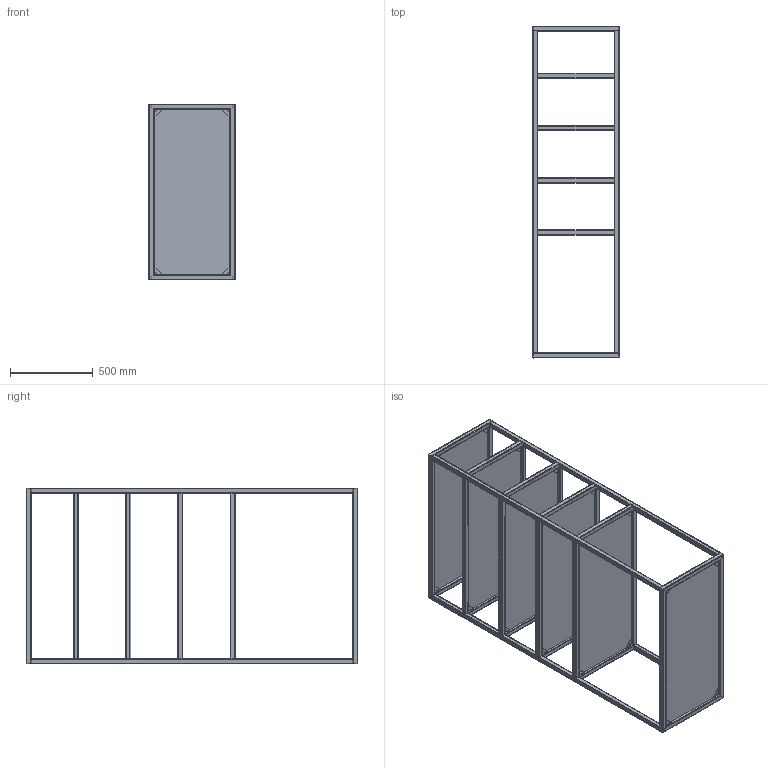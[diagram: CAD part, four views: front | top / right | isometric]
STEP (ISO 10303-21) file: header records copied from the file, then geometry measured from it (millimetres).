
FILE_DESCRIPTION (( 'STEP AP203' ), '1' );
FILE_NAME ('Storage shelf.STEP', '2019-12-26T21:57:25', ( '' ), ( '' ), 'SwSTEP 2.0', 'SolidWorks 2016', '' );
FILE_SCHEMA (( 'CONFIG_CONTROL_DESIGN' ));
Length unit declared in the file: millimetre
Products named in the file (1): Storage shelf
Bounding box: 520 x 2000 x 1060 mm (x, y, z)
Volume: 46278051.3 mm3; surface area: 11225477.7 mm2
Topology: 58 solids, 58 shells, 684 faces, 1704 edges, 1136 vertices
Faces by surface type: plane 460, cylinder 224
Entity records: 20303 total; most frequent: CARTESIAN_POINT 3909, ORIENTED_EDGE 3408, DIRECTION 3266, EDGE_CURVE 1704, VECTOR 1256, LINE 1256, VERTEX_POINT 1136, AXIS2_PLACEMENT_3D 1005
